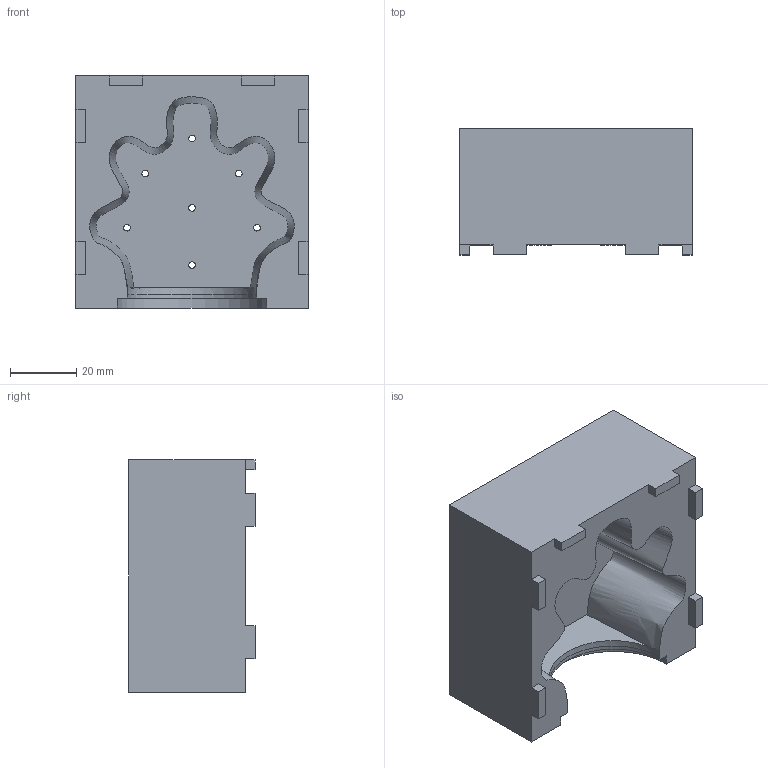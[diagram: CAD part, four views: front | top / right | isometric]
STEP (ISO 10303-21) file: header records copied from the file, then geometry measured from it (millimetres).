
FILE_DESCRIPTION(/* description */ (''),/* implementation_level */ '2;1');
FILE_NAME(/* name */ 'Mold_Editable',/* time_stamp */ '2024-02-16T10:33:27+01:00',/* author */ (''),/* organization */ (''),/* preprocessor_version */ 'ST-DEVELOPER v19.2',/* originating_system */ 'Rhino 8.4',/* authorisation */ '');
FILE_SCHEMA (('AUTOMOTIVE_DESIGN'));
Length unit declared in the file: millimetre
Products named in the file (1): Document
Bounding box: 70 x 38 x 70 mm (x, y, z)
Volume: 100004.4 mm3; surface area: 25091.8 mm2
Topology: 1 solids, 1 shells, 52 faces, 151 edges, 101 vertices
Faces by surface type: plane 32, cylinder 17, bspline 3
Entity records: 3722 total; most frequent: CARTESIAN_POINT 2530, ORIENTED_EDGE 300, EDGE_CURVE 150, DIRECTION 121, B_SPLINE_CURVE_WITH_KNOTS 104, VERTEX_POINT 100, AXIS2_PLACEMENT_3D 85, EDGE_LOOP 66
